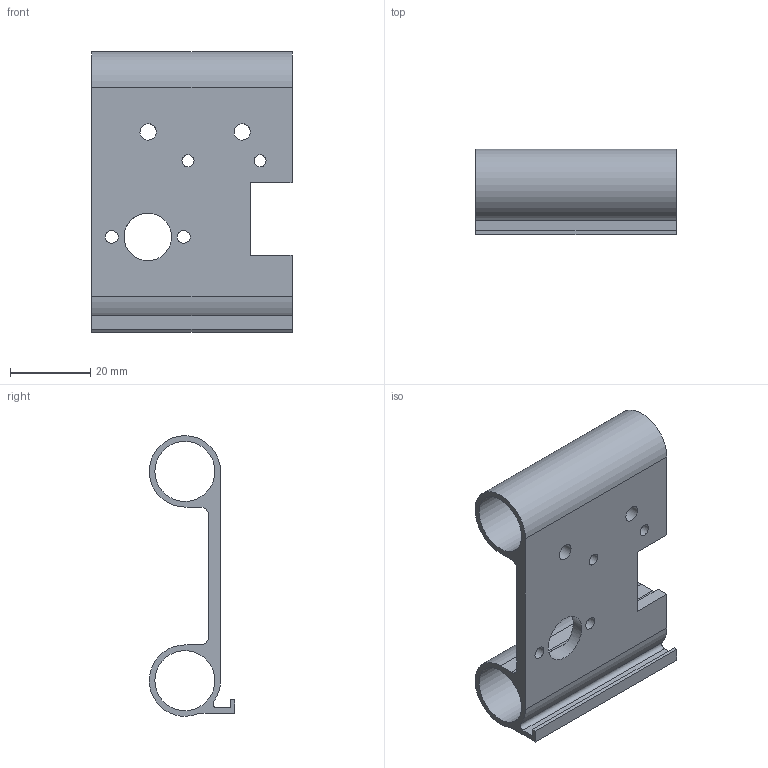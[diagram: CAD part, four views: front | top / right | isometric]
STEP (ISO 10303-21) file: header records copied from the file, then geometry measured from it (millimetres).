
FILE_DESCRIPTION(/* description */ (''),/* implementation_level */ '2;1');
FILE_NAME(/* name */ 'hotend carriage.stp',/* time_stamp */ '2020-11-19T20:24:19+03:00',/* author */ ('Max'),/* organization */ (''),/* preprocessor_version */ 'ST-DEVELOPER v16.5',/* originating_system */ 'Autodesk Inventor 2017',/* authorisation */ '');
FILE_SCHEMA (('CONFIG_CONTROL_DESIGN','AUTOMOTIVE_DESIGN { 1 0 10303 214 3 1 1 }','AP242_MANAGED_MODEL_BASED_3D_ENGINEERING_MIM_LF { 1 0 10303 442 1 1 4 }'));
Length unit declared in the file: millimetre
Products named in the file (1): каретка  \X2\0445043E0442044D

Bounding box: 50 x 21.36 x 70.11 mm (x, y, z)
Volume: 13814.7 mm3; surface area: 14817.8 mm2
Topology: 1 solids, 1 shells, 31 faces, 96 edges, 64 vertices
Faces by surface type: cylinder 16, plane 15
Full cylindrical faces by diameter (mm): 3 x2, 3.2 x2, 4.1 x2, 11.9 x1, 15 x2
Entity records: 1132 total; most frequent: CARTESIAN_POINT 244, DIRECTION 178, ORIENTED_EDGE 168, EDGE_CURVE 84, AXIS2_PLACEMENT_3D 65, VERTEX_POINT 61, EDGE_LOOP 55, LINE 48
